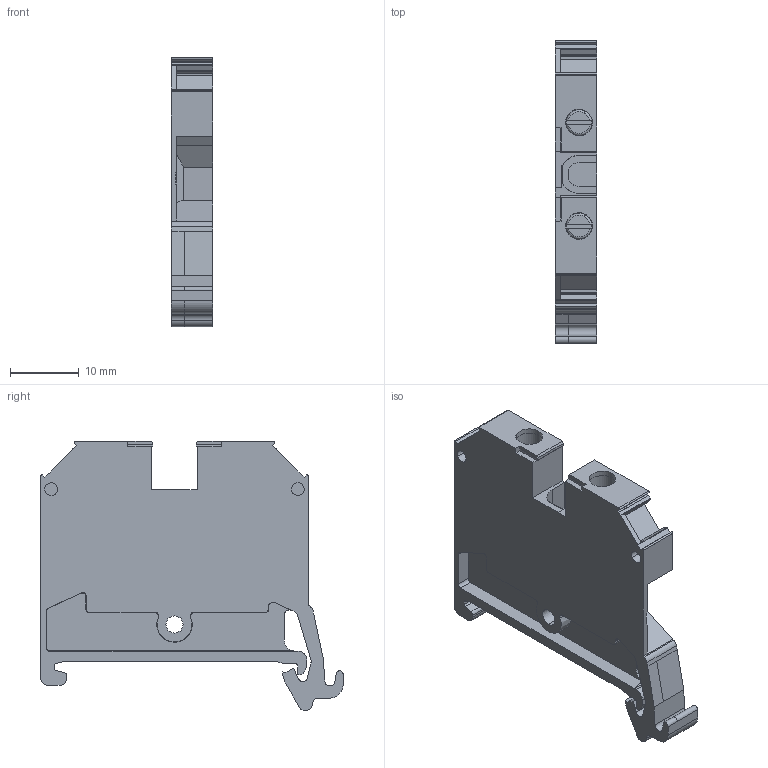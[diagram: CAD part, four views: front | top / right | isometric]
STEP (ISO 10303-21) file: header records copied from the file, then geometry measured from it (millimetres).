
FILE_DESCRIPTION(('CATIA V5R22 STEP214','CAx-IF Rec.Pracs.--- Model Styling and Organization---1.4--- 2014-01-23'),'2;1');
FILE_NAME ('001918-3_1', '2022-04-21T10:07:45+00:00', ('Weidmueller Interface'), ('Weidmueller'), 'CATIA Version 5-6 Release 2016 SP3 HF44', 'CATIA V5 STEP AP214', 'none');
FILE_SCHEMA(('AUTOMOTIVE_DESIGN { 1 0 10303 214 1 1 1 1 }'));
Length unit declared in the file: millimetre
Products named in the file (1): 0380480000
Bounding box: 6.1 x 44.1 x 39.35 mm (x, y, z)
Volume: 5146.5 mm3; surface area: 4800 mm2
Topology: 3 solids, 5 shells, 293 faces, 805 edges, 528 vertices
Faces by surface type: plane 175, cylinder 94, torus 12, bspline 6, cone 3, extrusion 3
Entity records: 9499 total; most frequent: CARTESIAN_POINT 2353, ORIENTED_EDGE 1610, DIRECTION 1219, EDGE_CURVE 805, VECTOR 552, LINE 549, VERTEX_POINT 528, AXIS2_PLACEMENT_3D 424
